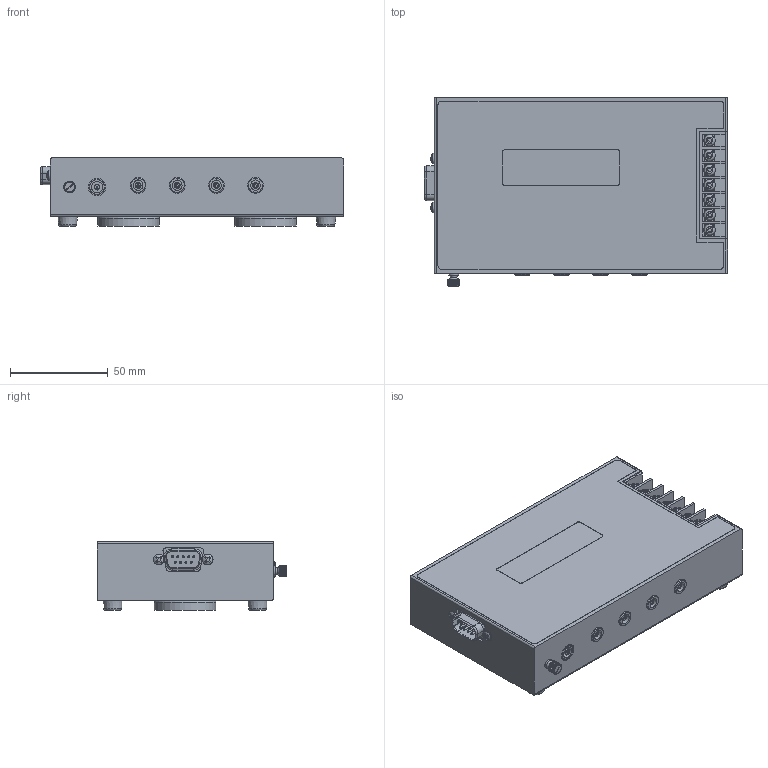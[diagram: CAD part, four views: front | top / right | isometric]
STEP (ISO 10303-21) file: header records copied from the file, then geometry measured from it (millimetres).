
FILE_DESCRIPTION( ( 'STEP AP214' ), '1' );
FILE_NAME( 'MPV04.step', '2018-06-26T05:30:36', ( ' ' ), ( ' ' ), 'XStep 1.0', ' ', ' ' );
FILE_SCHEMA( ( 'automotive_design' ) );
Length unit declared in the file: millimetre
Products named in the file (1): 1
Bounding box: 154.9 x 97 x 35.2 mm (x, y, z)
Volume: 412169.2 mm3; surface area: 47065.7 mm2
Topology: 1 solids, 1 shells, 615 faces, 1613 edges, 1057 vertices
Faces by surface type: plane 377, cylinder 179, torus 26, cone 18, sphere 11, bspline 4
Full cylindrical faces by diameter (mm): 0.6 x12, 0.99 x9, 1 x1, 3 x5, 3.2 x1, 5 x1, 5.5 x7, 5.8 x7, 5.9 x1, 8 x5, 9 x1, 31.5 x2
Entity records: 23203 total; most frequent: CARTESIAN_POINT 3719, DIRECTION 3033, ORIENTED_EDGE 2920, EDGE_CURVE 1460, AXIS2_PLACEMENT_3D 1097, VERTEX_POINT 991, LINE 839, VECTOR 839
